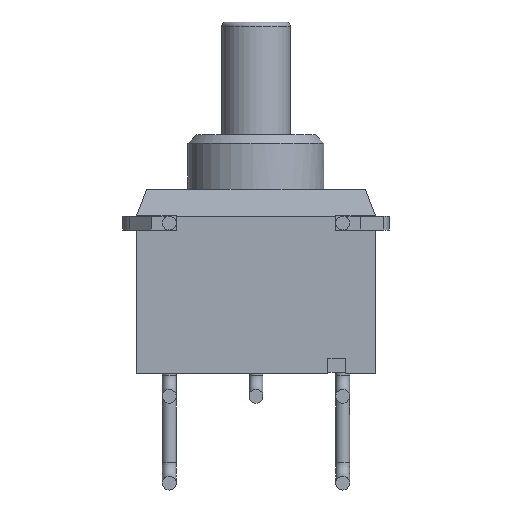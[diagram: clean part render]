
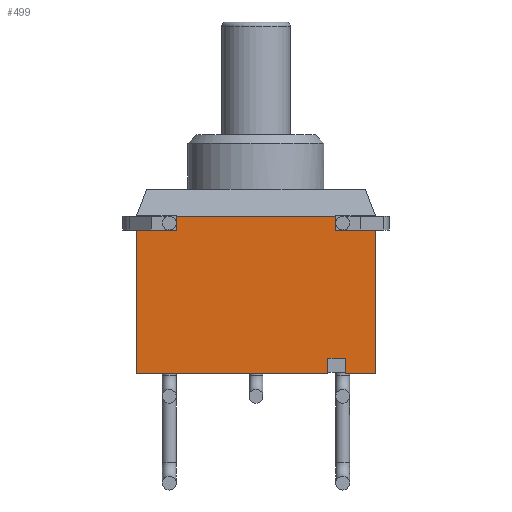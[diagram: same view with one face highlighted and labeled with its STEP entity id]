
A CAD part, front view. The second image highlights one B-rep face of the part: STEP entity #499.
In plain terms, the highlighted face is planar.
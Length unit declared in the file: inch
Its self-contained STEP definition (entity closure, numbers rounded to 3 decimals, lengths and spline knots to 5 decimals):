
#499 = ADVANCED_FACE( '', ( #976 ), #977, .T. );
#976 = FACE_OUTER_BOUND( '', #1430, .T. );
#977 = PLANE( '', #1431 );
#1430 = EDGE_LOOP( '', ( #2559, #2560, #2561, #2562, #2563, #2564, #2565, #2566, #2567, #2568, #2569, #2570 ) );
#1431 = AXIS2_PLACEMENT_3D( '', #2571, #2572, #2573 );
#2559 = ORIENTED_EDGE( '', *, *, #2753, .F. );
#2560 = ORIENTED_EDGE( '', *, *, #3051, .T. );
#2561 = ORIENTED_EDGE( '', *, *, #2879, .T. );
#2562 = ORIENTED_EDGE( '', *, *, #3084, .T. );
#2563 = ORIENTED_EDGE( '', *, *, #3081, .T. );
#2564 = ORIENTED_EDGE( '', *, *, #2642, .F. );
#2565 = ORIENTED_EDGE( '', *, *, #2818, .T. );
#2566 = ORIENTED_EDGE( '', *, *, #3056, .F. );
#2567 = ORIENTED_EDGE( '', *, *, #3021, .T. );
#2568 = ORIENTED_EDGE( '', *, *, #2822, .F. );
#2569 = ORIENTED_EDGE( '', *, *, #2896, .T. );
#2570 = ORIENTED_EDGE( '', *, *, #3013, .F. );
#2571 = CARTESIAN_POINT( '', ( -0.0885, -0.213, -0.138 ) );
#2572 = DIRECTION( '', ( -1., 0., 0. ) );
#2573 = DIRECTION( '', ( 0., 0., 1. ) );
#2642 = EDGE_CURVE( '', #3097, #3099, #3100, .T. );
#2753 = EDGE_CURVE( '', #3298, #3299, #3300, .T. );
#2818 = EDGE_CURVE( '', #3097, #3400, #3402, .T. );
#2822 = EDGE_CURVE( '', #3406, #3408, #3409, .T. );
#2879 = EDGE_CURVE( '', #3498, #3496, #3499, .T. );
#2896 = EDGE_CURVE( '', #3406, #3523, #3525, .T. );
#3013 = EDGE_CURVE( '', #3299, #3523, #3672, .T. );
#3021 = EDGE_CURVE( '', #3681, #3408, #3682, .T. );
#3051 = EDGE_CURVE( '', #3298, #3498, #3719, .T. );
#3056 = EDGE_CURVE( '', #3681, #3400, #3725, .T. );
#3081 = EDGE_CURVE( '', #3750, #3099, #3751, .T. );
#3084 = EDGE_CURVE( '', #3496, #3750, #3754, .T. );
#3097 = VERTEX_POINT( '', #3767 );
#3099 = VERTEX_POINT( '', #3770 );
#3100 = LINE( '', #3771, #3772 );
#3298 = VERTEX_POINT( '', #4046 );
#3299 = VERTEX_POINT( '', #4047 );
#3300 = LINE( '', #4048, #4049 );
#3400 = VERTEX_POINT( '', #4191 );
#3402 = LINE( '', #4194, #4195 );
#3406 = VERTEX_POINT( '', #4200 );
#3408 = VERTEX_POINT( '', #4203 );
#3409 = LINE( '', #4204, #4205 );
#3496 = VERTEX_POINT( '', #4327 );
#3498 = VERTEX_POINT( '', #4330 );
#3499 = LINE( '', #4331, #4332 );
#3523 = VERTEX_POINT( '', #4364 );
#3525 = LINE( '', #4367, #4368 );
#3672 = LINE( '', #4574, #4575 );
#3681 = VERTEX_POINT( '', #4587 );
#3682 = LINE( '', #4588, #4589 );
#3719 = LINE( '', #4640, #4641 );
#3725 = LINE( '', #4647, #4648 );
#3750 = VERTEX_POINT( '', #4676 );
#3751 = LINE( '', #4677, #4678 );
#3754 = LINE( '', #4682, #4683 );
#3767 = CARTESIAN_POINT( '', ( -0.0885, -0.031, 0.092 ) );
#3770 = CARTESIAN_POINT( '', ( -0.0885, -0.0475, 0.092 ) );
#3771 = CARTESIAN_POINT( '', ( -0.0885, -0.213, 0.092 ) );
#3772 = VECTOR( '', #4698, 39.37008 );
#4046 = CARTESIAN_POINT( '', ( -0.0885, -0.195, 0.103 ) );
#4047 = CARTESIAN_POINT( '', ( -0.0885, -0.195, 0.083 ) );
#4048 = CARTESIAN_POINT( '', ( -0.0885, -0.195, -0.138 ) );
#4049 = VECTOR( '', #4835, 39.37008 );
#4191 = CARTESIAN_POINT( '', ( -0.0885, -0.031, -0.092 ) );
#4194 = CARTESIAN_POINT( '', ( -0.0885, -0.031, 0.138 ) );
#4195 = VECTOR( '', #4896, 39.37008 );
#4200 = CARTESIAN_POINT( '', ( -0.0885, -0.213, -0.138 ) );
#4203 = CARTESIAN_POINT( '', ( -0.0885, -0.0475, -0.138 ) );
#4204 = CARTESIAN_POINT( '', ( -0.0885, -0.213, -0.138 ) );
#4205 = VECTOR( '', #4899, 39.37008 );
#4327 = CARTESIAN_POINT( '', ( -0.0885, -0.213, 0.138 ) );
#4330 = CARTESIAN_POINT( '', ( -0.0885, -0.213, 0.103 ) );
#4331 = CARTESIAN_POINT( '', ( -0.0885, -0.213, -0.138 ) );
#4332 = VECTOR( '', #4969, 39.37008 );
#4364 = CARTESIAN_POINT( '', ( -0.0885, -0.213, 0.083 ) );
#4367 = CARTESIAN_POINT( '', ( -0.0885, -0.213, -0.138 ) );
#4368 = VECTOR( '', #4985, 39.37008 );
#4574 = CARTESIAN_POINT( '', ( -0.0885, -0.195, 0.083 ) );
#4575 = VECTOR( '', #5092, 39.37008 );
#4587 = CARTESIAN_POINT( '', ( -0.0885, -0.0475, -0.092 ) );
#4588 = CARTESIAN_POINT( '', ( -0.0885, -0.0475, -0.138 ) );
#4589 = VECTOR( '', #5099, 39.37008 );
#4640 = CARTESIAN_POINT( '', ( -0.0885, -0.195, 0.103 ) );
#4641 = VECTOR( '', #5123, 39.37008 );
#4647 = CARTESIAN_POINT( '', ( -0.0885, -0.213, -0.092 ) );
#4648 = VECTOR( '', #5127, 39.37008 );
#4676 = CARTESIAN_POINT( '', ( -0.0885, -0.0475, 0.138 ) );
#4677 = CARTESIAN_POINT( '', ( -0.0885, -0.0475, -0.138 ) );
#4678 = VECTOR( '', #5134, 39.37008 );
#4682 = CARTESIAN_POINT( '', ( -0.0885, -0.213, 0.138 ) );
#4683 = VECTOR( '', #5136, 39.37008 );
#4698 = DIRECTION( '', ( 0., -1., 0. ) );
#4835 = DIRECTION( '', ( 0., 0., -1. ) );
#4896 = DIRECTION( '', ( 0., 0., -1. ) );
#4899 = DIRECTION( '', ( 0., 1., 0. ) );
#4969 = DIRECTION( '', ( 0., 0., 1. ) );
#4985 = DIRECTION( '', ( 0., 0., 1. ) );
#5092 = DIRECTION( '', ( 0., -1., 0. ) );
#5099 = DIRECTION( '', ( 0., 0., -1. ) );
#5123 = DIRECTION( '', ( 0., -1., 0. ) );
#5127 = DIRECTION( '', ( 0., 1., 0. ) );
#5134 = DIRECTION( '', ( 0., 0., -1. ) );
#5136 = DIRECTION( '', ( 0., 1., 0. ) );
